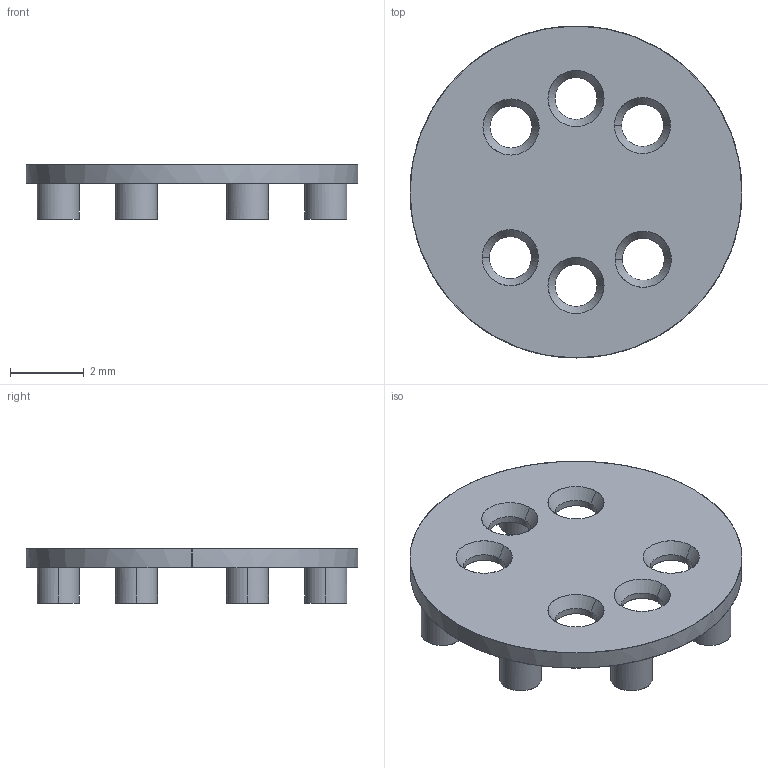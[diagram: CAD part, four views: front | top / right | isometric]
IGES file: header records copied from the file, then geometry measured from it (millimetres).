
Start section: SolidWorks IGES file using analytic representation for surfaces
Global section: file name: 602-038.IGS; native system: SolidWorks 2012; preprocessor: SolidWorks 2012; author: awright; date: 120731.155144; units: inch
Bounding box: 9.02 x 9.02 x 1.47 mm (x, y, z)
Surface area: 166.1 mm2 (no closed solid volume)
Topology: 0 solids, 0 shells, 52 faces, 718 edges, 710 vertices
Faces by surface type: revolution 42, bspline 10
